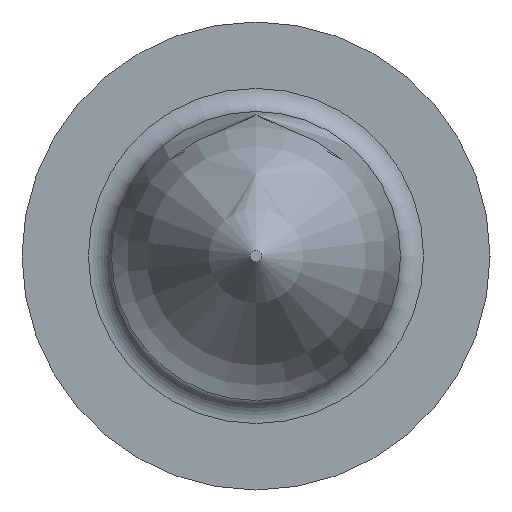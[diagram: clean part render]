
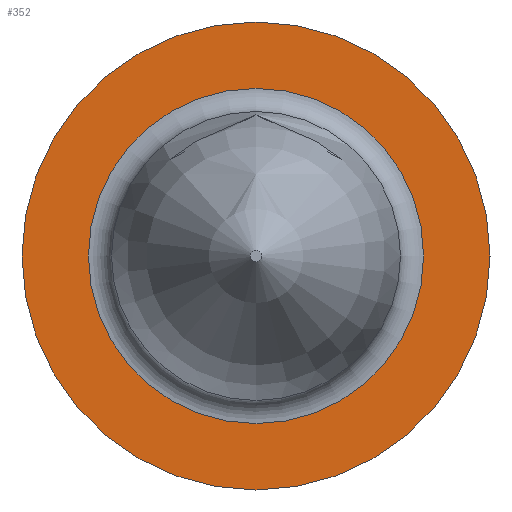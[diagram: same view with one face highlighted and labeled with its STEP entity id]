
A CAD part, left-side view. The second image highlights one B-rep face of the part: STEP entity #352.
In plain terms, the highlighted planar face has unit normal (-1, 0, 0).
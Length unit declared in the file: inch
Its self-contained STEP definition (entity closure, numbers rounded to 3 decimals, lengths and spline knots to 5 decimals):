
#13 = EDGE_CURVE ( 'NONE', #29, #29, #190, .T. ) ;
#27 = CARTESIAN_POINT ( 'NONE',  ( 0.105, 0., 0.0145 ) ) ;
#29 = VERTEX_POINT ( 'NONE', #406 ) ;
#77 = AXIS2_PLACEMENT_3D ( 'NONE', #293, #137, #389 ) ;
#82 = EDGE_CURVE ( 'NONE', #267, #267, #351, .T. ) ;
#137 = DIRECTION ( 'NONE',  ( -1., 0., 0. ) ) ;
#147 = DIRECTION ( 'NONE',  ( 1., 0., 0. ) ) ;
#150 = FACE_BOUND ( 'NONE', #361, .T. ) ;
#152 = AXIS2_PLACEMENT_3D ( 'NONE', #370, #341, #183 ) ;
#157 = CARTESIAN_POINT ( 'NONE',  ( 0.105, 0.0145, 0. ) ) ;
#183 = DIRECTION ( 'NONE',  ( 0., 0., 1. ) ) ;
#190 = CIRCLE ( 'NONE', #152, 0.02025 ) ;
#267 = VERTEX_POINT ( 'NONE', #27 ) ;
#282 = FACE_OUTER_BOUND ( 'NONE', #336, .T. ) ;
#293 = CARTESIAN_POINT ( 'NONE',  ( 0.105, 0., 0. ) ) ;
#305 = PLANE ( 'NONE',  #365 ) ;
#314 = DIRECTION ( 'NONE',  ( 0., 0., -1. ) ) ;
#336 = EDGE_LOOP ( 'NONE', ( #375 ) ) ;
#341 = DIRECTION ( 'NONE',  ( -1., 0., 0. ) ) ;
#351 = CIRCLE ( 'NONE', #77, 0.0145 ) ;
#352 = ADVANCED_FACE ( 'NONE', ( #150, #282 ), #305, .F. ) ;
#361 = EDGE_LOOP ( 'NONE', ( #385 ) ) ;
#365 = AXIS2_PLACEMENT_3D ( 'NONE', #157, #147, #314 ) ;
#370 = CARTESIAN_POINT ( 'NONE',  ( 0.105, 0., 0. ) ) ;
#375 = ORIENTED_EDGE ( 'NONE', *, *, #13, .T. ) ;
#385 = ORIENTED_EDGE ( 'NONE', *, *, #82, .F. ) ;
#389 = DIRECTION ( 'NONE',  ( 0., 0., 1. ) ) ;
#406 = CARTESIAN_POINT ( 'NONE',  ( 0.105, 0., 0.02025 ) ) ;
